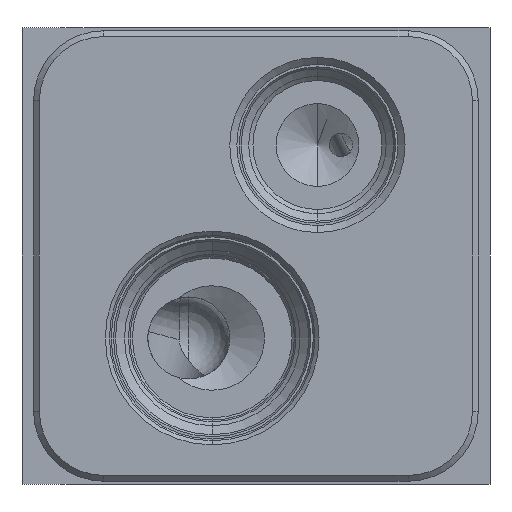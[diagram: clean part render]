
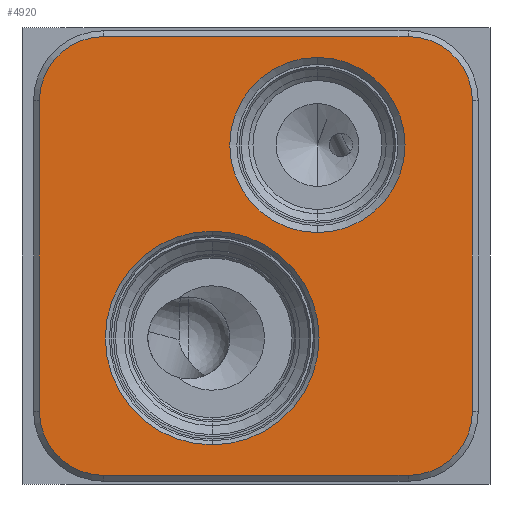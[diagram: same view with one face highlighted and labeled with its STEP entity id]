
A CAD part, front view. The second image highlights one B-rep face of the part: STEP entity #4920.
In plain terms, the highlighted planar face has unit normal (0, -1, 0).
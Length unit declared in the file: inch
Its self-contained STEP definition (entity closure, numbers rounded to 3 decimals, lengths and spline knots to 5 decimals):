
#1917=CARTESIAN_POINT('',(1.016,-4.75,0.781));
#1918=DIRECTION('',(0.,1.,0.));
#1919=DIRECTION('',(0.,0.,-1.));
#1920=AXIS2_PLACEMENT_3D('',#1917,#1918,#1919);
#1922=CARTESIAN_POINT('',(1.016,-4.75,0.781));
#1923=DIRECTION('',(0.,1.,0.));
#1924=DIRECTION('',(0.,0.,1.));
#1925=AXIS2_PLACEMENT_3D('',#1922,#1923,#1924);
#1927=CARTESIAN_POINT('',(1.578,-4.75,1.812));
#1928=DIRECTION('',(0.,1.,0.));
#1929=DIRECTION('',(0.,0.,-1.));
#1930=AXIS2_PLACEMENT_3D('',#1927,#1928,#1929);
#1932=CARTESIAN_POINT('',(1.578,-4.75,1.812));
#1933=DIRECTION('',(0.,1.,0.));
#1934=DIRECTION('',(0.,0.,1.));
#1935=AXIS2_PLACEMENT_3D('',#1932,#1933,#1934);
#1937=CARTESIAN_POINT('',(2.062,-4.75,2.047));
#1938=DIRECTION('',(0.,1.,0.));
#1939=DIRECTION('',(0.,0.,1.));
#1940=AXIS2_PLACEMENT_3D('',#1937,#1938,#1939);
#1951=DIRECTION('',(1.,0.,0.));
#1952=VECTOR('',#1951,1.625);
#1953=CARTESIAN_POINT('',(0.437,-4.75,2.391));
#1954=LINE('',#1953,#1952);
#1963=CARTESIAN_POINT('',(0.437,-4.75,2.047));
#1964=DIRECTION('',(0.,1.,0.));
#1965=DIRECTION('',(-1.,0.,0.));
#1966=AXIS2_PLACEMENT_3D('',#1963,#1964,#1965);
#1977=DIRECTION('',(0.,0.,1.));
#1978=VECTOR('',#1977,1.656);
#1979=CARTESIAN_POINT('',(0.093,-4.75,0.391));
#1980=LINE('',#1979,#1978);
#1989=CARTESIAN_POINT('',(0.437,-4.75,0.391));
#1990=DIRECTION('',(0.,1.,0.));
#1991=DIRECTION('',(0.,0.,-1.));
#1992=AXIS2_PLACEMENT_3D('',#1989,#1990,#1991);
#2003=DIRECTION('',(-1.,0.,0.));
#2004=VECTOR('',#2003,1.625);
#2005=CARTESIAN_POINT('',(2.062,-4.75,0.047));
#2006=LINE('',#2005,#2004);
#2011=CARTESIAN_POINT('',(2.062,-4.75,0.391));
#2012=DIRECTION('',(0.,1.,0.));
#2013=DIRECTION('',(1.,0.,0.));
#2014=AXIS2_PLACEMENT_3D('',#2011,#2012,#2013);
#2029=DIRECTION('',(0.,0.,-1.));
#2030=VECTOR('',#2029,1.656);
#2031=CARTESIAN_POINT('',(2.406,-4.75,2.047));
#2032=LINE('',#2031,#2030);
#3947=CARTESIAN_POINT('',(2.062,-4.75,0.047));
#3948=CARTESIAN_POINT('',(0.437,-4.75,0.047));
#3949=VERTEX_POINT('',#3947);
#3950=VERTEX_POINT('',#3948);
#3955=CARTESIAN_POINT('',(0.093,-4.75,0.391));
#3956=VERTEX_POINT('',#3955);
#3959=CARTESIAN_POINT('',(0.093,-4.75,2.047));
#3960=VERTEX_POINT('',#3959);
#3963=CARTESIAN_POINT('',(0.437,-4.75,2.391));
#3964=VERTEX_POINT('',#3963);
#3967=CARTESIAN_POINT('',(2.062,-4.75,2.391));
#3968=VERTEX_POINT('',#3967);
#3971=CARTESIAN_POINT('',(2.406,-4.75,2.047));
#3972=VERTEX_POINT('',#3971);
#3975=CARTESIAN_POINT('',(2.406,-4.75,0.391));
#3976=VERTEX_POINT('',#3975);
#4027=CARTESIAN_POINT('',(1.016,-4.75,0.21));
#4028=CARTESIAN_POINT('',(1.016,-4.75,1.352));
#4029=VERTEX_POINT('',#4027);
#4030=VERTEX_POINT('',#4028);
#4101=CARTESIAN_POINT('',(1.578,-4.75,1.344));
#4102=CARTESIAN_POINT('',(1.578,-4.75,2.28));
#4103=VERTEX_POINT('',#4101);
#4104=VERTEX_POINT('',#4102);
#4886=CARTESIAN_POINT('',(0.,-4.75,0.));
#4887=DIRECTION('',(0.,-1.,0.));
#4888=DIRECTION('',(1.,0.,0.));
#4889=AXIS2_PLACEMENT_3D('',#4886,#4887,#4888);
#4890=PLANE('',#4889);
#4892=ORIENTED_EDGE('',*,*,#4891,.T.);
#4894=ORIENTED_EDGE('',*,*,#4893,.T.);
#4896=ORIENTED_EDGE('',*,*,#4895,.T.);
#4898=ORIENTED_EDGE('',*,*,#4897,.T.);
#4900=ORIENTED_EDGE('',*,*,#4899,.T.);
#4902=ORIENTED_EDGE('',*,*,#4901,.T.);
#4904=ORIENTED_EDGE('',*,*,#4903,.T.);
#4906=ORIENTED_EDGE('',*,*,#4905,.T.);
#4907=EDGE_LOOP('',(#4892,#4894,#4896,#4898,#4900,#4902,#4904,#4906));
#4908=FACE_OUTER_BOUND('',#4907,.F.);
#4910=ORIENTED_EDGE('',*,*,#4909,.F.);
#4912=ORIENTED_EDGE('',*,*,#4911,.F.);
#4913=EDGE_LOOP('',(#4910,#4912));
#4914=FACE_BOUND('',#4913,.F.);
#4915=ORIENTED_EDGE('',*,*,#4876,.F.);
#4917=ORIENTED_EDGE('',*,*,#4916,.F.);
#4918=EDGE_LOOP('',(#4915,#4917));
#4919=FACE_BOUND('',#4918,.F.);
#4920=ADVANCED_FACE('',(#4908,#4914,#4919),#4890,.T.);
#1921=CIRCLE('',#1920,0.571);
#1926=CIRCLE('',#1925,0.571);
#1931=CIRCLE('',#1930,0.468);
#1936=CIRCLE('',#1935,0.468);
#1941=CIRCLE('',#1940,0.344);
#1967=CIRCLE('',#1966,0.344);
#1993=CIRCLE('',#1992,0.344);
#2015=CIRCLE('',#2014,0.344);
#4876=EDGE_CURVE('',#4103,#4104,#1931,.T.);
#4891=EDGE_CURVE('',#3968,#3972,#1941,.T.);
#4893=EDGE_CURVE('',#3972,#3976,#2032,.T.);
#4895=EDGE_CURVE('',#3976,#3949,#2015,.T.);
#4897=EDGE_CURVE('',#3949,#3950,#2006,.T.);
#4899=EDGE_CURVE('',#3950,#3956,#1993,.T.);
#4901=EDGE_CURVE('',#3956,#3960,#1980,.T.);
#4903=EDGE_CURVE('',#3960,#3964,#1967,.T.);
#4905=EDGE_CURVE('',#3964,#3968,#1954,.T.);
#4909=EDGE_CURVE('',#4029,#4030,#1921,.T.);
#4911=EDGE_CURVE('',#4030,#4029,#1926,.T.);
#4916=EDGE_CURVE('',#4104,#4103,#1936,.T.);
